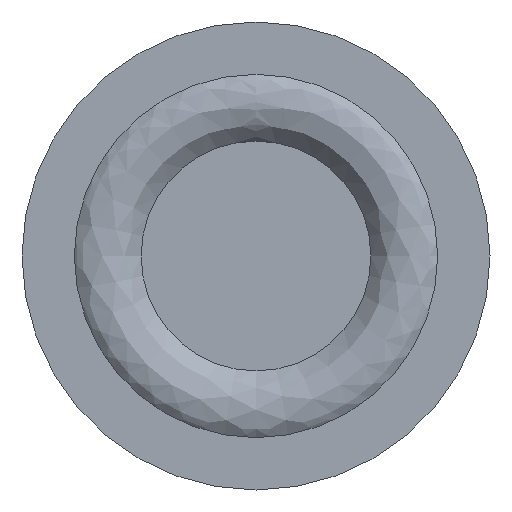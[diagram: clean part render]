
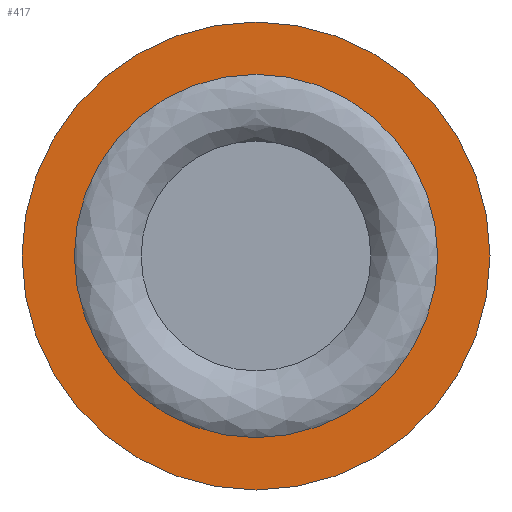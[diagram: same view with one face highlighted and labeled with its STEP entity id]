
A CAD part, left-side view. The second image highlights one B-rep face of the part: STEP entity #417.
In plain terms, the highlighted planar face has unit normal (-1, 0, 0).
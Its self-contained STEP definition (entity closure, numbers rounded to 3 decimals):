
#84=CARTESIAN_POINT('',(-16.097,-7.889,14.75));
#85=VERTEX_POINT('',#84);
#86=CARTESIAN_POINT('',(-16.097,-7.889,0.0));
#87=DIRECTION('',(1.0,0.0,0.0));
#88=DIRECTION('',(0.0,0.0,-1.0));
#89=AXIS2_PLACEMENT_3D('',#86,#87,#88);
#90=CIRCLE('',#89,14.75);
#91=EDGE_CURVE('',#85,#85,#90,.T.);
#398=CARTESIAN_POINT('',(-16.097,1.611,0.0));
#399=DIRECTION('',(-1.0,0.0,0.0));
#400=DIRECTION('',(0.0,0.0,1.0));
#401=AXIS2_PLACEMENT_3D('',#398,#399,#400);
#402=PLANE('',#401);
#403=CARTESIAN_POINT('',(-16.097,11.111,0.0));
#404=VERTEX_POINT('',#403);
#405=CARTESIAN_POINT('',(-16.097,-7.889,0.0));
#406=DIRECTION('',(1.0,0.0,0.0));
#407=DIRECTION('',(0.0,1.0,0.0));
#408=AXIS2_PLACEMENT_3D('',#405,#406,#407);
#409=CIRCLE('',#408,19.0);
#410=EDGE_CURVE('',#404,#404,#409,.T.);
#411=ORIENTED_EDGE('',*,*,#410,.F.);
#412=EDGE_LOOP('',(#411));
#413=FACE_OUTER_BOUND('',#412,.T.);
#414=ORIENTED_EDGE('',*,*,#91,.T.);
#415=EDGE_LOOP('',(#414));
#416=FACE_BOUND('',#415,.T.);
#417=ADVANCED_FACE('',(#413,#416),#402,.T.);
